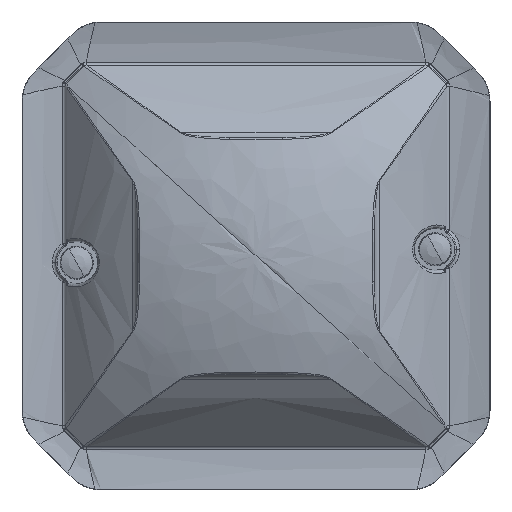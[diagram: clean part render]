
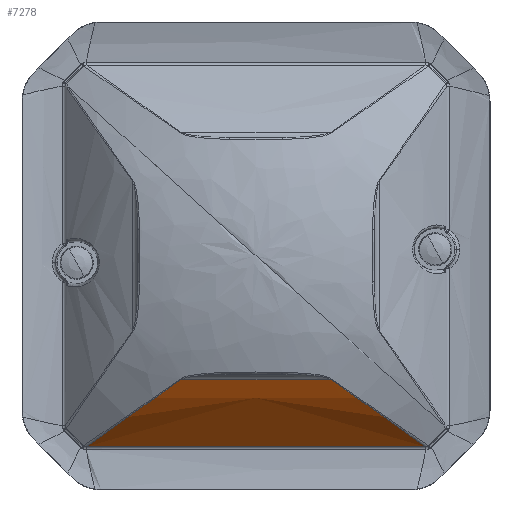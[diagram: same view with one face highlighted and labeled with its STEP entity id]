
A CAD part, top view. The second image highlights one B-rep face of the part: STEP entity #7278.
In plain terms, the highlighted face is a extrusion surface.
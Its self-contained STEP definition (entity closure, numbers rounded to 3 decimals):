
#6741=CARTESIAN_POINT('Vertex',(25.591,-28.755,2.135)) ;
#6950=CARTESIAN_POINT('Line Origine',(0.,-28.755,2.135)) ;
#6954=CARTESIAN_POINT('Vertex',(-25.591,-28.755,2.135)) ;
#7208=CARTESIAN_POINT('Control Point',(0.,-18.643,11.569)) ;
#7209=CARTESIAN_POINT('Control Point',(0.,-18.678,11.546)) ;
#7210=CARTESIAN_POINT('Control Point',(0.,-18.711,11.525)) ;
#7211=CARTESIAN_POINT('Control Point',(0.,-18.743,11.504)) ;
#7212=CARTESIAN_POINT('Control Point',(0.,-19.293,11.144)) ;
#7213=CARTESIAN_POINT('Control Point',(0.,-19.841,10.764)) ;
#7214=CARTESIAN_POINT('Control Point',(0.,-20.357,10.387)) ;
#7215=CARTESIAN_POINT('Control Point',(0.,-21.658,9.389)) ;
#7216=CARTESIAN_POINT('Control Point',(0.,-22.945,8.285)) ;
#7217=CARTESIAN_POINT('Control Point',(0.,-23.718,7.58)) ;
#7218=CARTESIAN_POINT('Control Point',(0.,-25.203,6.144)) ;
#7219=CARTESIAN_POINT('Control Point',(0.,-26.665,4.578)) ;
#7220=CARTESIAN_POINT('Control Point',(0.,-27.367,3.791)) ;
#7221=CARTESIAN_POINT('Control Point',(0.,-28.064,2.976)) ;
#7222=CARTESIAN_POINT('Control Point',(0.,-28.755,2.135)) ;
#7227=CARTESIAN_POINT('Control Point',(25.591,-28.755,2.135)) ;
#7228=CARTESIAN_POINT('Control Point',(24.328,-27.852,3.234)) ;
#7229=CARTESIAN_POINT('Control Point',(23.054,-26.943,4.284)) ;
#7230=CARTESIAN_POINT('Control Point',(21.77,-26.029,5.281)) ;
#7231=CARTESIAN_POINT('Control Point',(19.222,-24.219,7.137)) ;
#7232=CARTESIAN_POINT('Control Point',(16.645,-22.397,8.773)) ;
#7233=CARTESIAN_POINT('Control Point',(15.371,-21.499,9.523)) ;
#7234=CARTESIAN_POINT('Control Point',(13.855,-20.431,10.347)) ;
#7235=CARTESIAN_POINT('Control Point',(12.338,-19.362,11.09)) ;
#7236=CARTESIAN_POINT('Control Point',(12.099,-19.194,11.205)) ;
#7237=CARTESIAN_POINT('Control Point',(11.8,-18.983,11.346)) ;
#7238=CARTESIAN_POINT('Control Point',(11.501,-18.773,11.485)) ;
#7239=CARTESIAN_POINT('Control Point',(11.442,-18.731,11.512)) ;
#7240=CARTESIAN_POINT('Control Point',(11.38,-18.688,11.54)) ;
#7241=CARTESIAN_POINT('Control Point',(11.317,-18.643,11.569)) ;
#7242=CARTESIAN_POINT('Vertex',(11.317,-18.643,11.569)) ;
#7245=CARTESIAN_POINT('Line Origine',(0.,-18.643,11.569)) ;
#7249=CARTESIAN_POINT('Vertex',(-11.317,-18.643,11.569)) ;
#7253=CARTESIAN_POINT('Control Point',(-25.591,-28.755,2.135)) ;
#7254=CARTESIAN_POINT('Control Point',(-24.469,-27.953,3.112)) ;
#7255=CARTESIAN_POINT('Control Point',(-23.337,-27.145,4.05)) ;
#7256=CARTESIAN_POINT('Control Point',(-22.198,-26.334,4.946)) ;
#7257=CARTESIAN_POINT('Control Point',(-19.845,-24.662,6.698)) ;
#7258=CARTESIAN_POINT('Control Point',(-17.465,-22.977,8.263)) ;
#7259=CARTESIAN_POINT('Control Point',(-16.24,-22.112,9.014)) ;
#7260=CARTESIAN_POINT('Control Point',(-14.765,-21.072,9.853)) ;
#7261=CARTESIAN_POINT('Control Point',(-13.288,-20.031,10.617)) ;
#7262=CARTESIAN_POINT('Control Point',(-13.042,-19.858,10.741)) ;
#7263=CARTESIAN_POINT('Control Point',(-12.625,-19.564,10.95)) ;
#7264=CARTESIAN_POINT('Control Point',(-12.208,-19.271,11.152)) ;
#7265=CARTESIAN_POINT('Control Point',(-12.037,-19.15,11.234)) ;
#7266=CARTESIAN_POINT('Control Point',(-11.791,-18.977,11.35)) ;
#7267=CARTESIAN_POINT('Control Point',(-11.545,-18.804,11.464)) ;
#7268=CARTESIAN_POINT('Control Point',(-11.472,-18.752,11.498)) ;
#7269=CARTESIAN_POINT('Control Point',(-11.396,-18.699,11.533)) ;
#7270=CARTESIAN_POINT('Control Point',(-11.317,-18.643,11.569)) ;
#6951=DIRECTION('Vector Direction',(-1.,0.,0.)) ;
#7223=DIRECTION('Vector Direction',(1.,0.,0.)) ;
#7246=DIRECTION('Vector Direction',(1.,0.,0.)) ;
#6952=VECTOR('Line Direction',#6951,1.) ;
#7224=VECTOR('Extrusion Surface Vector',#7223,1.) ;
#7247=VECTOR('Line Direction',#7246,1.) ;
#7273=ORIENTED_EDGE('',*,*,#7244,.F.) ;
#7274=ORIENTED_EDGE('',*,*,#7251,.T.) ;
#7275=ORIENTED_EDGE('',*,*,#7271,.F.) ;
#7276=ORIENTED_EDGE('',*,*,#6956,.T.) ;
#7278=ADVANCED_FACE('Surface.374',(#7277),#7225,.T.) ;
#7207=B_SPLINE_CURVE_WITH_KNOTS('',5,(#7208,#7209,#7210,#7211,#7212,#7213,#7214,#7215,#7216,#7217,#7218,#7219,#7220,#7221,#7222),.UNSPECIFIED.,.F.,.U.,(6,3,3,3,6),(-0.398,0.,6.735,17.043,26.704),.UNSPECIFIED.) ;
#7226=B_SPLINE_CURVE_WITH_KNOTS('',5,(#7227,#7228,#7229,#7230,#7231,#7232,#7233,#7234,#7235,#7236,#7237,#7238,#7239,#7240,#7241),.UNSPECIFIED.,.F.,.U.,(6,3,3,3,6),(21.847,40.451,58.469,61.844,62.689),.UNSPECIFIED.) ;
#7252=B_SPLINE_CURVE_WITH_KNOTS('',5,(#7253,#7254,#7255,#7256,#7257,#7258,#7259,#7260,#7261,#7262,#7263,#7264,#7265,#7266,#7267,#7268,#7269,#7270),.UNSPECIFIED.,.F.,.U.,(6,3,3,3,3,6),(21.847,38.379,55.751,59.219,61.634,62.687),.UNSPECIFIED.) ;
#6956=EDGE_CURVE('',#6955,#6742,#6953,.F.) ;
#7244=EDGE_CURVE('',#7243,#6742,#7226,.F.) ;
#7251=EDGE_CURVE('',#7243,#7250,#7248,.F.) ;
#7271=EDGE_CURVE('',#6955,#7250,#7252,.T.) ;
#7272=EDGE_LOOP('',(#7273,#7274,#7275,#7276)) ;
#7277=FACE_OUTER_BOUND('',#7272,.T.) ;
#6953=LINE('Line',#6950,#6952) ;
#7248=LINE('Line',#7245,#7247) ;
#7225=SURFACE_OF_LINEAR_EXTRUSION('generated tabulated cylinder',#7207,#7224) ;
#6742=VERTEX_POINT('',#6741) ;
#6955=VERTEX_POINT('',#6954) ;
#7243=VERTEX_POINT('',#7242) ;
#7250=VERTEX_POINT('',#7249) ;
